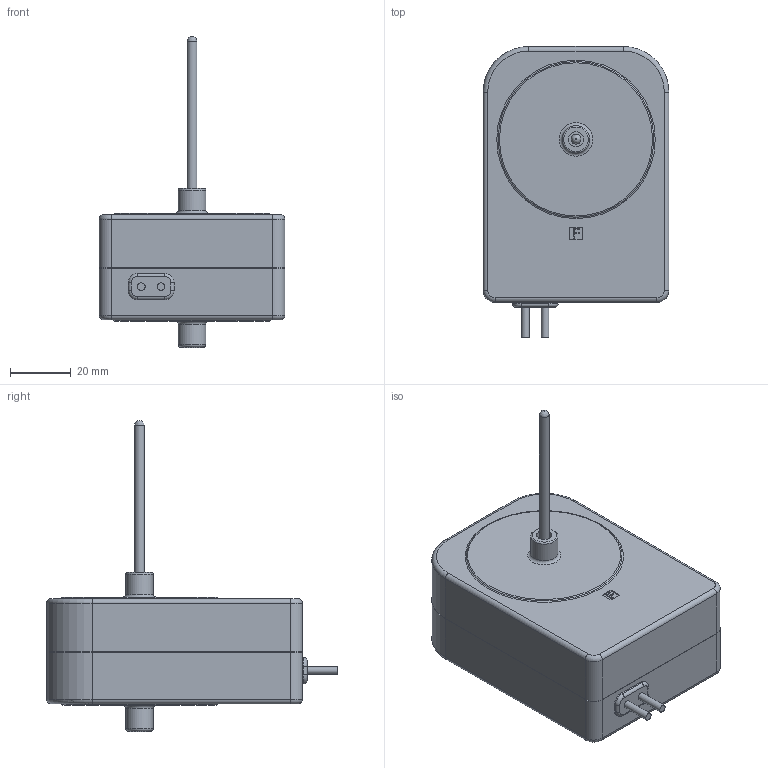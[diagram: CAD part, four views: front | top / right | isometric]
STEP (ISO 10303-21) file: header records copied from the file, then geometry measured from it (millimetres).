
FILE_DESCRIPTION((''),'2;1');
FILE_NAME('ADL-5846 Plastic.stp','2014-06-11T09:06:37',('kch5307'),(''),'Autodesk Inventor 2011','Autodesk Inventor 2011','');
FILE_SCHEMA(('AUTOMOTIVE_DESIGN { 1 0 10303 214 1 1 1 1 }'));
Length unit declared in the file: millimetre
Products named in the file (1): ADL-5846 Plastic
Bounding box: 61 x 95.5 x 102.1 mm (x, y, z)
Volume: 176548.3 mm3; surface area: 21732.6 mm2
Topology: 1 solids, 1 shells, 203 faces, 494 edges, 318 vertices
Faces by surface type: plane 106, cylinder 44, bspline 29, torus 24
Full cylindrical faces by diameter (mm): 2.5 x2, 3.18 x1, 5 x1, 5.4 x4, 5.5 x4, 9 x2
Entity records: 6117 total; most frequent: CARTESIAN_POINT 1309, ORIENTED_EDGE 928, DIRECTION 873, EDGE_CURVE 464, VERTEX_POINT 315, AXIS2_PLACEMENT_3D 292, VECTOR 289, LINE 289
